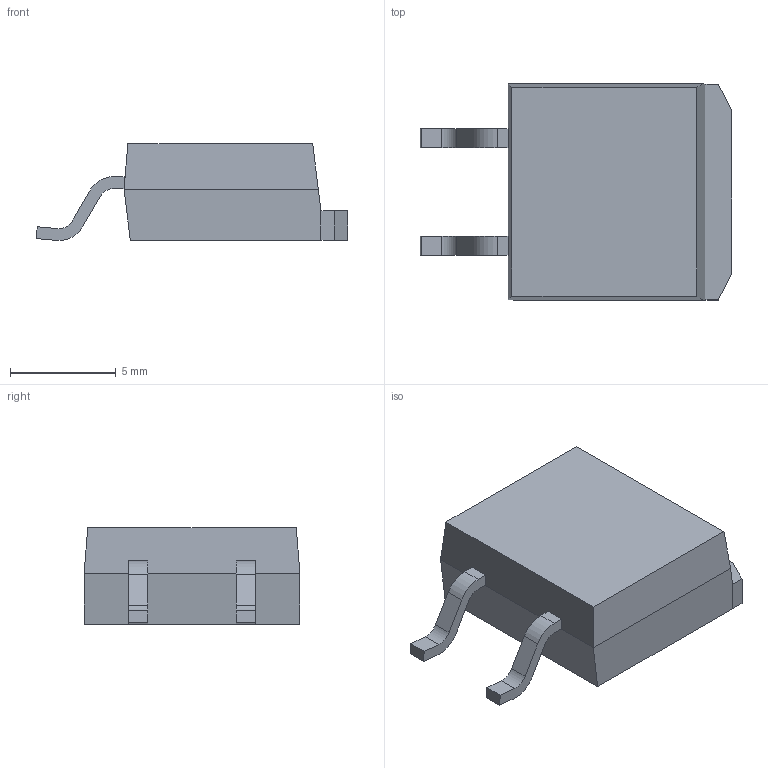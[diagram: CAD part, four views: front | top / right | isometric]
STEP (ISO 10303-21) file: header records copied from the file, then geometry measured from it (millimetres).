
FILE_DESCRIPTION((''),'2;1');
FILE_NAME('TO254P1420X457-3N-R795X1023.stp','2010-05-19T09:40:32',(''),(''),'Mechanical Desktop 2010','Mechanical Desktop 2010',', , ');
FILE_SCHEMA(('AUTOMOTIVE_DESIGN { 1 2 10303 214 1 1 1 1 }'));
Length unit declared in the file: millimetre
Products named in the file (1): Product
Bounding box: 14.72 x 10.2 x 4.58 mm (x, y, z)
Volume: 440.5 mm3; surface area: 562.9 mm2
Topology: 4 solids, 4 shells, 55 faces, 137 edges, 90 vertices
Faces by surface type: plane 47, cylinder 8
Entity records: 1664 total; most frequent: CARTESIAN_POINT 283, ORIENTED_EDGE 274, DIRECTION 265, EDGE_CURVE 137, VECTOR 121, LINE 121, VERTEX_POINT 90, AXIS2_PLACEMENT_3D 72
